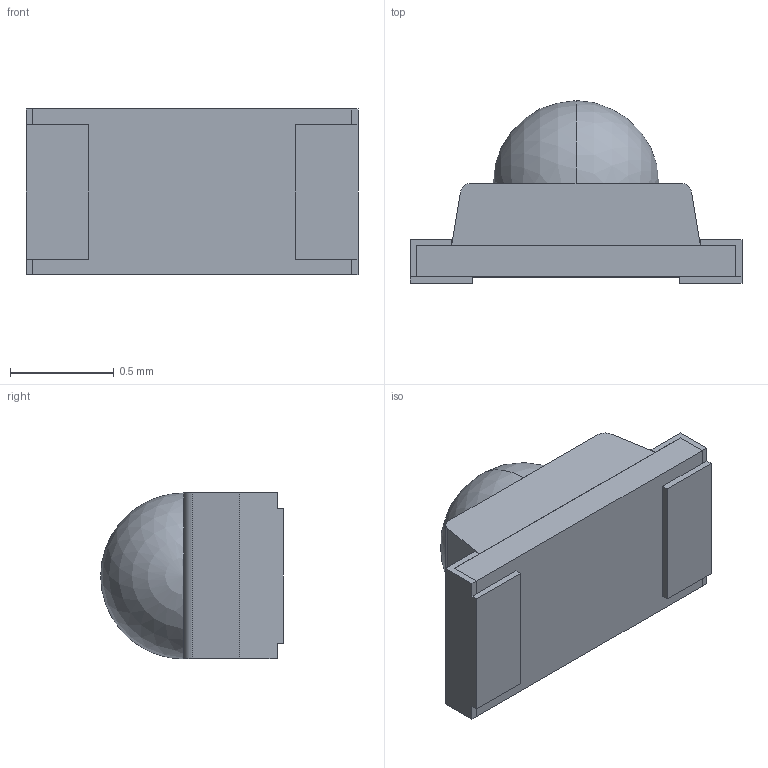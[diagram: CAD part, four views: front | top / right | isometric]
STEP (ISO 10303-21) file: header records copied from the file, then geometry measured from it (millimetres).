
FILE_DESCRIPTION (( 'STEP AP214' ), '1' );
FILE_NAME ('LED0603Y.STEP', '2021-05-07T10:23:28', ( '' ), ( '' ), 'SwSTEP 2.0', 'SolidWorks 2019', '' );
FILE_SCHEMA (( 'AUTOMOTIVE_DESIGN' ));
Length unit declared in the file: millimetre
Products named in the file (4): LED0603-substrate; LED0603-clip; LED0603Y; LED0603-lens
Assembly tree (4 placements, depth 2):
  LED0603Y
    LED0603-substrate
    LED0603-clip  x2
    LED0603-lens
Bounding box: 1.6 x 0.88 x 0.8 mm (x, y, z)
Volume: 0.6 mm3; surface area: 8.7 mm2
Topology: 4 solids, 4 shells, 45 faces, 108 edges, 69 vertices
Faces by surface type: plane 41, sphere 2, cylinder 2
Entity records: 1014 total; most frequent: DIRECTION 154, CARTESIAN_POINT 153, ORIENTED_EDGE 140, EDGE_CURVE 70, VECTOR 62, LINE 62, AXIS2_PLACEMENT_3D 46, VERTEX_POINT 45
